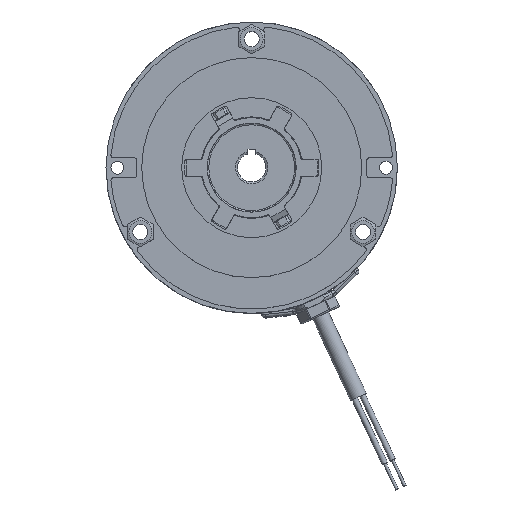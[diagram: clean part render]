
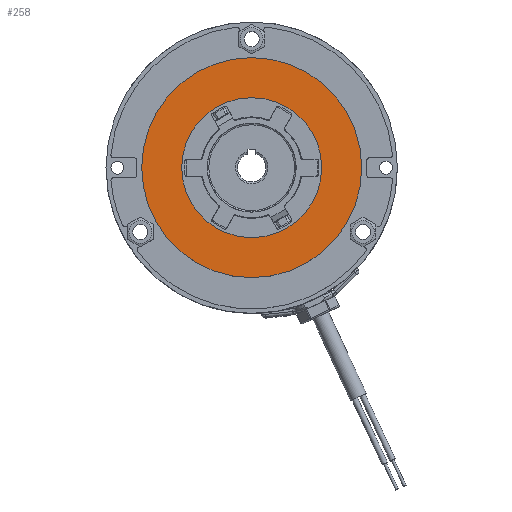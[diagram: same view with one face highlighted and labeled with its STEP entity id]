
A CAD part, top view. The second image highlights one B-rep face of the part: STEP entity #258.
In plain terms, the highlighted planar face has unit normal (0, 0, 1).
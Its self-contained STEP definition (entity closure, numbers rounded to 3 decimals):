
#192 = CARTESIAN_POINT ( 'NONE',  ( 0., 0., 4. ) ) ;
#258 = ADVANCED_FACE ( 'NONE', ( #2018, #22099 ), #8431, .T. ) ;
#322 = DIRECTION ( 'NONE',  ( 1., 0., 0. ) ) ;
#351 = EDGE_LOOP ( 'NONE', ( #8246, #1934 ) ) ;
#805 = CIRCLE ( 'NONE', #14711, 38.5 ) ;
#946 = VERTEX_POINT ( 'NONE', #8788 ) ;
#951 = CARTESIAN_POINT ( 'NONE',  ( -38.5, 0., 4. ) ) ;
#1419 = VERTEX_POINT ( 'NONE', #5853 ) ;
#1934 = ORIENTED_EDGE ( 'NONE', *, *, #10752, .F. ) ;
#2018 = FACE_OUTER_BOUND ( 'NONE', #351, .T. ) ;
#2646 = ORIENTED_EDGE ( 'NONE', *, *, #5852, .F. ) ;
#3935 = AXIS2_PLACEMENT_3D ( 'NONE', #12144, #14300, #322 ) ;
#4030 = CARTESIAN_POINT ( 'NONE',  ( 0., 0., 4. ) ) ;
#4103 = DIRECTION ( 'NONE',  ( 1., 0., 0. ) ) ;
#5229 = VERTEX_POINT ( 'NONE', #951 ) ;
#5852 = EDGE_CURVE ( 'NONE', #946, #1419, #23668, .T. ) ;
#5853 = CARTESIAN_POINT ( 'NONE',  ( 24.5, 0., 4. ) ) ;
#6235 = CARTESIAN_POINT ( 'NONE',  ( 0., 38.5, 4. ) ) ;
#6300 = AXIS2_PLACEMENT_3D ( 'NONE', #13175, #11329, #17378 ) ;
#8232 = DIRECTION ( 'NONE',  ( 0., 0., -1. ) ) ;
#8246 = ORIENTED_EDGE ( 'NONE', *, *, #11160, .F. ) ;
#8431 = PLANE ( 'NONE',  #16157 ) ;
#8755 = CIRCLE ( 'NONE', #17158, 38.5 ) ;
#8788 = CARTESIAN_POINT ( 'NONE',  ( -24.5, 0., 4. ) ) ;
#10752 = EDGE_CURVE ( 'NONE', #17785, #5229, #8755, .T. ) ;
#11160 = EDGE_CURVE ( 'NONE', #5229, #17785, #805, .T. ) ;
#11329 = DIRECTION ( 'NONE',  ( 0., 0., 1. ) ) ;
#11528 = EDGE_CURVE ( 'NONE', #1419, #946, #18874, .T. ) ;
#12144 = CARTESIAN_POINT ( 'NONE',  ( 0., 0., 4. ) ) ;
#12214 = CARTESIAN_POINT ( 'NONE',  ( 38.5, 0., 4. ) ) ;
#13175 = CARTESIAN_POINT ( 'NONE',  ( 0., 0., 4. ) ) ;
#14300 = DIRECTION ( 'NONE',  ( 0., 0., 1. ) ) ;
#14711 = AXIS2_PLACEMENT_3D ( 'NONE', #192, #19771, #21871 ) ;
#16157 = AXIS2_PLACEMENT_3D ( 'NONE', #6235, #16340, #4103 ) ;
#16340 = DIRECTION ( 'NONE',  ( 0., 0., 1. ) ) ;
#17158 = AXIS2_PLACEMENT_3D ( 'NONE', #4030, #8232, #20183 ) ;
#17378 = DIRECTION ( 'NONE',  ( 1., 0., 0. ) ) ;
#17785 = VERTEX_POINT ( 'NONE', #12214 ) ;
#18629 = ORIENTED_EDGE ( 'NONE', *, *, #11528, .F. ) ;
#18874 = CIRCLE ( 'NONE', #6300, 24.5 ) ;
#19771 = DIRECTION ( 'NONE',  ( 0., 0., -1. ) ) ;
#20183 = DIRECTION ( 'NONE',  ( -1., 0., 0. ) ) ;
#20265 = EDGE_LOOP ( 'NONE', ( #2646, #18629 ) ) ;
#21871 = DIRECTION ( 'NONE',  ( -1., 0., 0. ) ) ;
#22099 = FACE_BOUND ( 'NONE', #20265, .T. ) ;
#23668 = CIRCLE ( 'NONE', #3935, 24.5 ) ;
